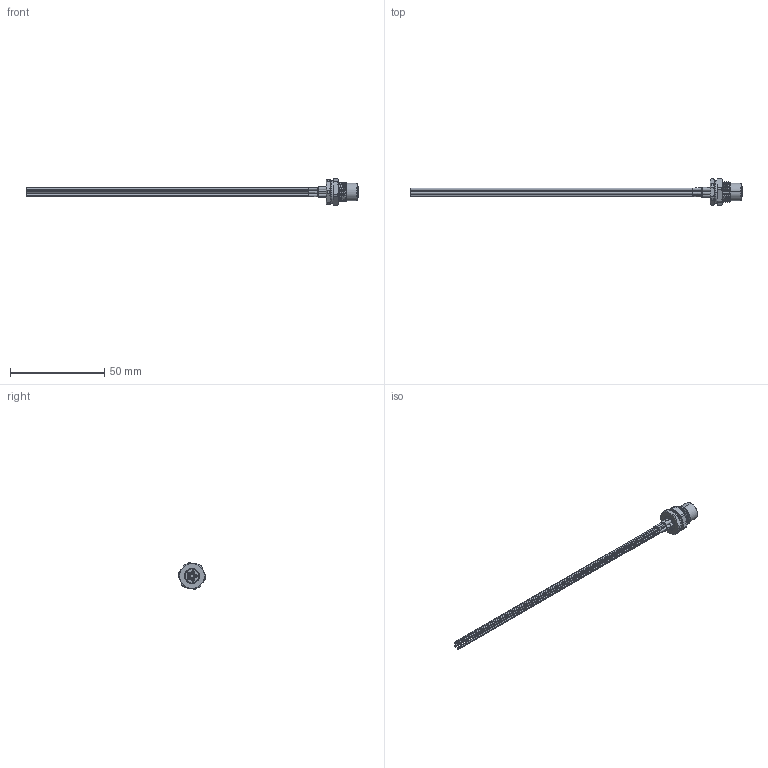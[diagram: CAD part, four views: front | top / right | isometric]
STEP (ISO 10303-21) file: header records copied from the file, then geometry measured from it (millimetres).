
FILE_DESCRIPTION (( 'STEP AP214' ), '1' );
FILE_NAME ('10-05395.STEP', '2023-09-28T19:10:17', ( '' ), ( '' ), 'SwSTEP 2.0', 'SolidWorks 2021', '' );
FILE_SCHEMA (( 'AUTOMOTIVE_DESIGN' ));
Length unit declared in the file: millimetre
Products named in the file (14): Heat shrink; 10-05395; 54-00317-01___; 54-00317-07___; 54-00317-06___; 54-00317-03___; 54-00317; 30-01766_blunt cut; 30-01771_blunt cut; 54-00317-04___; 30-01764_blunt cut; 54-00317-05___; 30-01770_blunt cut; 30-01763_blunt cut
Assembly tree (21 placements, depth 3):
  10-05395
    54-00317
      54-00317-01___
      54-00317-07___
      54-00317-03___  x5
      54-00317-04___
      54-00317-05___
      54-00317-06___
    30-01771_blunt cut
    Heat shrink  x5
    30-01764_blunt cut
    30-01766_blunt cut
    30-01763_blunt cut
    30-01770_blunt cut
Bounding box: 176.5 x 14.22 x 14.22 mm (x, y, z)
Volume: 2328.5 mm3; surface area: 21256.7 mm2
Topology: 220 solids, 220 shells, 1696 faces, 3585 edges, 2328 vertices
Faces by surface type: cylinder 1015, plane 535, cone 58, bspline 56, torus 32
Entity records: 64059 total; most frequent: CARTESIAN_POINT 18220, DIRECTION 7764, ORIENTED_EDGE 6394, AXIS2_PLACEMENT_3D 3358, EDGE_CURVE 3197, VERTEX_POINT 2096, EDGE_LOOP 1965, CIRCLE 1837
